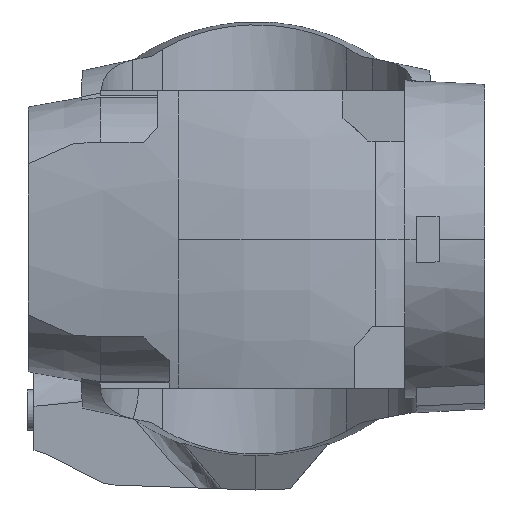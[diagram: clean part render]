
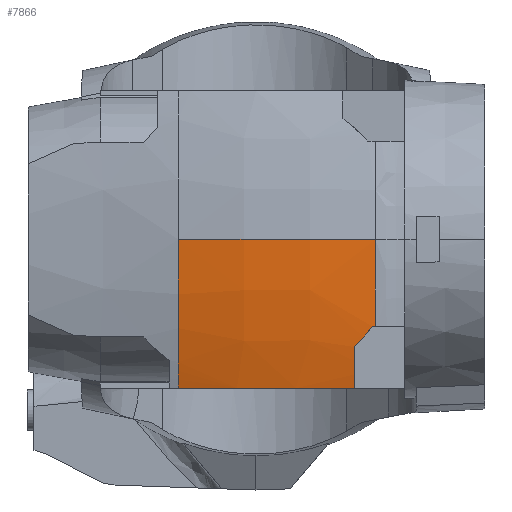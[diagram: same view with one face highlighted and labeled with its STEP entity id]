
A CAD part, left-side view. The second image highlights one B-rep face of the part: STEP entity #7866.
In plain terms, the highlighted free-form (B-spline) face has degree [3, 3] with [4, 4] control points.
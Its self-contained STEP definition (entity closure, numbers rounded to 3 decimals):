
#165 = CARTESIAN_POINT ( 'NONE',  ( 1746.523, 34., 2260. ) ) ;
#287 = CARTESIAN_POINT ( 'NONE',  ( 1753.644, 21.203, 2195. ) ) ;
#340 = CARTESIAN_POINT ( 'NONE',  ( 1752.476, -51.241, 2222. ) ) ;
#563 = CARTESIAN_POINT ( 'NONE',  ( 1745.573, 5.243, 2215.216 ) ) ;
#768 =( BOUNDED_SURFACE ( )  B_SPLINE_SURFACE ( 3, 3, ( 
 ( #3855, #7018, #8607, #8661 ),
 ( #1515, #6288, #4690, #9425 ),
 ( #6338, #3950, #563, #7105 ),
 ( #10264, #3746, #6905, #10052 ) ),
 .UNSPECIFIED., .F., .F., .T. ) 
 B_SPLINE_SURFACE_WITH_KNOTS ( ( 4, 4 ),
 ( 4, 4 ),
 ( 0., 1. ),
 ( 0., 0.995 ),
 .UNSPECIFIED. ) 
 GEOMETRIC_REPRESENTATION_ITEM ( )  RATIONAL_B_SPLINE_SURFACE ( (
 ( 1., 0.994, 0.994, 1.),
 ( 0.99, 0.984, 0.984, 0.99),
 ( 0.99, 0.984, 0.984, 0.99),
 ( 1., 0.994, 0.994, 1.) ) ) 
 REPRESENTATION_ITEM ( '' )  SURFACE ( )  );
#810 =( BOUNDED_CURVE ( )  B_SPLINE_CURVE ( 3, ( #5589, #863, #8802, #4874 ),
 .UNSPECIFIED., .F., .F. ) 
 B_SPLINE_CURVE_WITH_KNOTS ( ( 4, 4 ),
 ( 6.331, 6.487 ),
 .UNSPECIFIED. ) 
 CURVE ( )  GEOMETRIC_REPRESENTATION_ITEM ( )  RATIONAL_B_SPLINE_CURVE ( ( 1., 0.998, 0.998, 1. ) ) 
 REPRESENTATION_ITEM ( '' )  );
#863 = CARTESIAN_POINT ( 'NONE',  ( 1750.692, -52.151, 2234.576 ) ) ;
#1020 = CARTESIAN_POINT ( 'NONE',  ( 1756.084, -39.826, 2195. ) ) ;
#1069 = CARTESIAN_POINT ( 'NONE',  ( 1754.313, -27.053, 2195. ) ) ;
#1159 = EDGE_CURVE ( 'NONE', #2102, #2136, #9714, .T. ) ;
#1331 = CARTESIAN_POINT ( 'NONE',  ( 1994.2, -43., 2260. ) ) ;
#1332 = CIRCLE ( 'NONE', #3998, 246.274 ) ;
#1357 = VERTEX_POINT ( 'NONE', #7613 ) ;
#1404 = ORIENTED_EDGE ( 'NONE', *, *, #6251, .T. ) ;
#1449 = DIRECTION ( 'NONE',  ( 0., 0., -1. ) ) ;
#1457 = FACE_OUTER_BOUND ( 'NONE', #6503, .T. ) ;
#1515 = CARTESIAN_POINT ( 'NONE',  ( 1743.645, -23.764, 2260. ) ) ;
#1656 = CARTESIAN_POINT ( 'NONE',  ( 1752.855, 8.328, 2195. ) ) ;
#1659 = CARTESIAN_POINT ( 'NONE',  ( 1752.446, -43., 2213.032 ) ) ;
#1766 = CARTESIAN_POINT ( 'NONE',  ( 1752.671, -52.151, 2222. ) ) ;
#2102 = VERTEX_POINT ( 'NONE', #2868 ) ;
#2115 = DIRECTION ( 'NONE',  ( 0., 1., 0. ) ) ;
#2124 = CIRCLE ( 'NONE', #10062, 250. ) ;
#2136 = VERTEX_POINT ( 'NONE', #6855 ) ;
#2164 = CARTESIAN_POINT ( 'NONE',  ( 1994.2, 0., 2260. ) ) ;
#2357 = CARTESIAN_POINT ( 'NONE',  ( 1749.7, -52.151, 2260. ) ) ;
#2438 = CARTESIAN_POINT ( 'NONE',  ( 1753.027, -11.001, 2195. ) ) ;
#2441 = CARTESIAN_POINT ( 'NONE',  ( 1752.38, -50.785, 2222. ) ) ;
#2492 = CARTESIAN_POINT ( 'NONE',  ( 1753.406, -17.429, 2195. ) ) ;
#2624 = CARTESIAN_POINT ( 'NONE',  ( 1748.48, 34., 2224.085 ) ) ;
#2683 = EDGE_CURVE ( 'NONE', #8914, #10056, #2124, .T. ) ;
#2780 = AXIS2_PLACEMENT_3D ( 'NONE', #8701, #7008, #1449 ) ;
#2868 = CARTESIAN_POINT ( 'NONE',  ( 1752.37, 34., 2206.5 ) ) ;
#3036 = B_SPLINE_CURVE_WITH_KNOTS ( 'NONE', 3,
 ( #8135, #1020, #5028, #8185, #1069, #6382, #9517, #2492, #2438, #5594, #8751, #1656, #287, #4306, #9048 ),
 .UNSPECIFIED., .F., .F.,
 ( 4, 1, 2, 2, 2, 2, 2, 4 ),
 ( 0., 0.125, 0.188, 0.25, 0.375, 0.5, 0.75, 1. ),
 .UNSPECIFIED. ) ;
#3090 = ORIENTED_EDGE ( 'NONE', *, *, #3705, .F. ) ;
#3229 = VERTEX_POINT ( 'NONE', #1766 ) ;
#3366 = CARTESIAN_POINT ( 'NONE',  ( 1752.446, -43., 2213.032 ) ) ;
#3638 = EDGE_CURVE ( 'NONE', #3229, #8914, #810, .T. ) ;
#3700 = ORIENTED_EDGE ( 'NONE', *, *, #3638, .T. ) ;
#3705 = EDGE_CURVE ( 'NONE', #3229, #6457, #9538, .T. ) ;
#3746 = CARTESIAN_POINT ( 'NONE',  ( 1746.523, 34., 2237.861 ) ) ;
#3855 = CARTESIAN_POINT ( 'NONE',  ( 1749.7, -52.151, 2260. ) ) ;
#3950 = CARTESIAN_POINT ( 'NONE',  ( 1742.575, 5.243, 2237.508 ) ) ;
#3998 = AXIS2_PLACEMENT_3D ( 'NONE', #1331, #2115, #6998 ) ;
#4302 =( BOUNDED_CURVE ( )  B_SPLINE_CURVE ( 3, ( #165, #6562, #2624, #5977 ),
 .UNSPECIFIED., .F., .F. ) 
 B_SPLINE_CURVE_WITH_KNOTS ( ( 4, 4 ),
 ( 6.283, 6.501 ),
 .UNSPECIFIED. ) 
 CURVE ( )  GEOMETRIC_REPRESENTATION_ITEM ( )  RATIONAL_B_SPLINE_CURVE ( ( 1., 0.996, 0.996, 1. ) ) 
 REPRESENTATION_ITEM ( '' )  );
#4306 = CARTESIAN_POINT ( 'NONE',  ( 1754.296, 27.614, 2195. ) ) ;
#4510 = CARTESIAN_POINT ( 'NONE',  ( 1752.38, -50.785, 2222. ) ) ;
#4690 = CARTESIAN_POINT ( 'NONE',  ( 1746.63, -23.764, 2215.407 ) ) ;
#4782 = CARTESIAN_POINT ( 'NONE',  ( 1752.424, -45.867, 2215.77 ) ) ;
#4874 = CARTESIAN_POINT ( 'NONE',  ( 1749.7, -52.151, 2260. ) ) ;
#5028 = CARTESIAN_POINT ( 'NONE',  ( 1755.318, -35.05, 2195. ) ) ;
#5326 = DIRECTION ( 'NONE',  ( 0., 0., -1. ) ) ;
#5549 = CARTESIAN_POINT ( 'NONE',  ( 1746.523, 34., 2260. ) ) ;
#5589 = CARTESIAN_POINT ( 'NONE',  ( 1752.671, -52.151, 2222. ) ) ;
#5594 = CARTESIAN_POINT ( 'NONE',  ( 1752.902, -7.785, 2195. ) ) ;
#5615 = ORIENTED_EDGE ( 'NONE', *, *, #10224, .F. ) ;
#5977 = CARTESIAN_POINT ( 'NONE',  ( 1752.37, 34., 2206.5 ) ) ;
#6251 = EDGE_CURVE ( 'NONE', #10056, #2102, #4302, .T. ) ;
#6288 = CARTESIAN_POINT ( 'NONE',  ( 1743.645, -23.764, 2237.604 ) ) ;
#6338 = CARTESIAN_POINT ( 'NONE',  ( 1742.575, 5.243, 2260. ) ) ;
#6382 = CARTESIAN_POINT ( 'NONE',  ( 1754.138, -25.448, 2195. ) ) ;
#6457 = VERTEX_POINT ( 'NONE', #8090 ) ;
#6503 = EDGE_LOOP ( 'NONE', ( #3700, #9435, #1404, #8855, #5615, #7684, #7733, #3090 ) ) ;
#6562 = CARTESIAN_POINT ( 'NONE',  ( 1746.523, 34., 2241.989 ) ) ;
#6855 = CARTESIAN_POINT ( 'NONE',  ( 1755.204, 34., 2195. ) ) ;
#6905 = CARTESIAN_POINT ( 'NONE',  ( 1749.474, 34., 2215.919 ) ) ;
#6998 = DIRECTION ( 'NONE',  ( 0., 0., -1. ) ) ;
#7008 = DIRECTION ( 'NONE',  ( 0., -1., 0. ) ) ;
#7018 = CARTESIAN_POINT ( 'NONE',  ( 1749.7, -52.151, 2238.145 ) ) ;
#7073 = EDGE_CURVE ( 'NONE', #1357, #8361, #1332, .T. ) ;
#7105 = CARTESIAN_POINT ( 'NONE',  ( 1751.515, 5.243, 2193.523 ) ) ;
#7613 = CARTESIAN_POINT ( 'NONE',  ( 1756.658, -43., 2195. ) ) ;
#7684 = ORIENTED_EDGE ( 'NONE', *, *, #7073, .T. ) ;
#7733 = ORIENTED_EDGE ( 'NONE', *, *, #7887, .F. ) ;
#7866 = ADVANCED_FACE ( 'NONE', ( #1457 ), #768, .T. ) ;
#7887 = EDGE_CURVE ( 'NONE', #6457, #8361, #8175, .T. ) ;
#8090 = CARTESIAN_POINT ( 'NONE',  ( 1752.38, -50.785, 2222. ) ) ;
#8135 = CARTESIAN_POINT ( 'NONE',  ( 1756.658, -43., 2195. ) ) ;
#8175 = B_SPLINE_CURVE_WITH_KNOTS ( 'NONE', 3,
 ( #2441, #8753, #4782, #1659 ),
 .UNSPECIFIED., .F., .F.,
 ( 4, 4 ),
 ( 0., 1. ),
 .UNSPECIFIED. ) ;
#8185 = CARTESIAN_POINT ( 'NONE',  ( 1754.696, -30.255, 2195. ) ) ;
#8361 = VERTEX_POINT ( 'NONE', #3366 ) ;
#8378 = CARTESIAN_POINT ( 'NONE',  ( 1752.573, -51.696, 2222. ) ) ;
#8483 = DIRECTION ( 'NONE',  ( -1., 0., 0. ) ) ;
#8607 = CARTESIAN_POINT ( 'NONE',  ( 1752.613, -52.151, 2216.484 ) ) ;
#8661 = CARTESIAN_POINT ( 'NONE',  ( 1758.387, -52.151, 2195.405 ) ) ;
#8701 = CARTESIAN_POINT ( 'NONE',  ( 1994.2, 34., 2260. ) ) ;
#8751 = CARTESIAN_POINT ( 'NONE',  ( 1752.719, 1.886, 2195. ) ) ;
#8753 = CARTESIAN_POINT ( 'NONE',  ( 1752.402, -48.477, 2218.777 ) ) ;
#8802 = CARTESIAN_POINT ( 'NONE',  ( 1749.7, -52.151, 2247.269 ) ) ;
#8855 = ORIENTED_EDGE ( 'NONE', *, *, #1159, .T. ) ;
#8914 = VERTEX_POINT ( 'NONE', #2357 ) ;
#9048 = CARTESIAN_POINT ( 'NONE',  ( 1755.204, 34., 2195. ) ) ;
#9103 = CARTESIAN_POINT ( 'NONE',  ( 1752.671, -52.151, 2222. ) ) ;
#9425 = CARTESIAN_POINT ( 'NONE',  ( 1752.547, -23.764, 2193.805 ) ) ;
#9435 = ORIENTED_EDGE ( 'NONE', *, *, #2683, .T. ) ;
#9517 = CARTESIAN_POINT ( 'NONE',  ( 1753.66, -20.639, 2195. ) ) ;
#9538 = B_SPLINE_CURVE_WITH_KNOTS ( 'NONE', 3,
 ( #9103, #8378, #340, #4510 ),
 .UNSPECIFIED., .F., .F.,
 ( 4, 4 ),
 ( 0., 0.001 ),
 .UNSPECIFIED. ) ;
#9714 = CIRCLE ( 'NONE', #2780, 247.677 ) ;
#10052 = CARTESIAN_POINT ( 'NONE',  ( 1755.323, 34., 2194.566 ) ) ;
#10056 = VERTEX_POINT ( 'NONE', #5549 ) ;
#10062 = AXIS2_PLACEMENT_3D ( 'NONE', #2164, #5326, #8483 ) ;
#10224 = EDGE_CURVE ( 'NONE', #1357, #2136, #3036, .T. ) ;
#10264 = CARTESIAN_POINT ( 'NONE',  ( 1746.523, 34., 2260. ) ) ;
